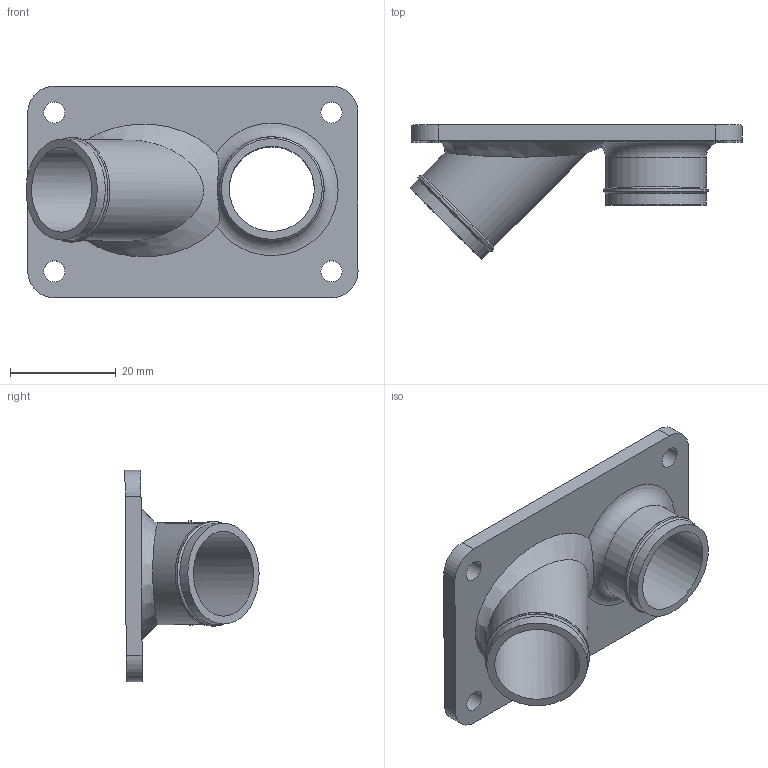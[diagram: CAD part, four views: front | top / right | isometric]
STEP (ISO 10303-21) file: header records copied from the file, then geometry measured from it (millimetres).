
FILE_DESCRIPTION(/* description */ (''),/* implementation_level */ '2;1');
FILE_NAME(/* name */ 'Joint_3_Lid.step',/* time_stamp */ '2025-04-07T17:36:34-04:00',/* author */ (''),/* organization */ (''),/* preprocessor_version */ 'ST-DEVELOPER v20.1',/* originating_system */ 'Autodesk Translation Framework v14.4.0.0',/* authorisation */ '');
FILE_SCHEMA (('AUTOMOTIVE_DESIGN { 1 0 10303 214 3 1 1 }'));
Length unit declared in the file: millimetre
Products named in the file (3): armatron_7; Shoulder Joint; Wire Box (2)
Assembly tree (2 placements, depth 3):
  armatron_7
    Shoulder Joint
      Wire Box (2)
Bounding box: 62.74 x 25.35 x 40.03 mm (x, y, z)
Volume: 9059.1 mm3; surface area: 8523.6 mm2
Topology: 1 solids, 1 shells, 34 faces, 81 edges, 54 vertices
Faces by surface type: cylinder 16, plane 12, cone 4, torus 1, bspline 1
Full cylindrical faces by diameter (mm): 4 x4, 16.05 x1, 16.076 x1, 19.05 x4, 19.8 x2
Entity records: 1270 total; most frequent: CARTESIAN_POINT 333, DIRECTION 194, ORIENTED_EDGE 162, EDGE_CURVE 81, AXIS2_PLACEMENT_3D 81, VERTEX_POINT 54, EDGE_LOOP 51, CIRCLE 42
